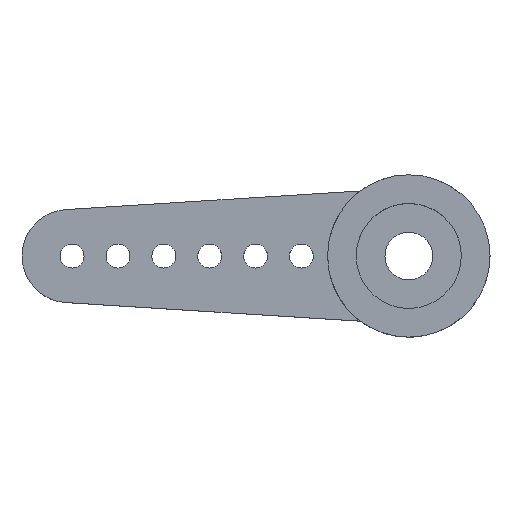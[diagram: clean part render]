
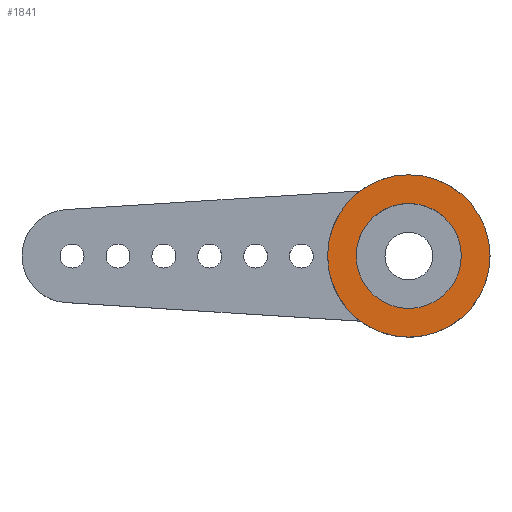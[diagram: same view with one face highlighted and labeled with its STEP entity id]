
A CAD part, top view. The second image highlights one B-rep face of the part: STEP entity #1841.
In plain terms, the highlighted planar face has unit normal (0, 0, 1).
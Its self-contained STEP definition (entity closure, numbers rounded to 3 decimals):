
#72 = CYLINDRICAL_SURFACE('',#73,3.4);
#73 = AXIS2_PLACEMENT_3D('',#74,#75,#76);
#74 = CARTESIAN_POINT('',(0.,0.,-1.45));
#75 = DIRECTION('',(0.,-0.,-1.));
#76 = DIRECTION('',(-1.,0.,0.));
#1727 = EDGE_CURVE('',#1728,#1730,#1732,.T.);
#1728 = VERTEX_POINT('',#1729);
#1729 = CARTESIAN_POINT('',(2.2,0.,3.1));
#1730 = VERTEX_POINT('',#1731);
#1731 = CARTESIAN_POINT('',(-2.2,0.,3.1));
#1732 = SURFACE_CURVE('',#1733,(#1738,#1750),.PCURVE_S1.);
#1733 = CIRCLE('',#1734,2.2);
#1734 = AXIS2_PLACEMENT_3D('',#1735,#1736,#1737);
#1735 = CARTESIAN_POINT('',(0.,0.,3.1));
#1736 = DIRECTION('',(0.,0.,1.));
#1737 = DIRECTION('',(1.,0.,0.));
#1738 = PCURVE('',#1739,#1744);
#1739 = CYLINDRICAL_SURFACE('',#1740,2.2);
#1740 = AXIS2_PLACEMENT_3D('',#1741,#1742,#1743);
#1741 = CARTESIAN_POINT('',(0.,0.,3.1));
#1742 = DIRECTION('',(0.,0.,1.));
#1743 = DIRECTION('',(1.,0.,0.));
#1744 = DEFINITIONAL_REPRESENTATION('',(#1745),#1749);
#1745 = LINE('',#1746,#1747);
#1746 = CARTESIAN_POINT('',(0.,0.));
#1747 = VECTOR('',#1748,1.);
#1748 = DIRECTION('',(1.,0.));
#1749 = ( GEOMETRIC_REPRESENTATION_CONTEXT(2) 
PARAMETRIC_REPRESENTATION_CONTEXT() REPRESENTATION_CONTEXT('2D SPACE',''
  ) );
#1750 = PCURVE('',#1751,#1756);
#1751 = PLANE('',#1752);
#1752 = AXIS2_PLACEMENT_3D('',#1753,#1754,#1755);
#1753 = CARTESIAN_POINT('',(0.,0.,3.1));
#1754 = DIRECTION('',(0.,0.,1.));
#1755 = DIRECTION('',(1.,0.,0.));
#1756 = DEFINITIONAL_REPRESENTATION('',(#1757),#1761);
#1757 = CIRCLE('',#1758,2.2);
#1758 = AXIS2_PLACEMENT_2D('',#1759,#1760);
#1759 = CARTESIAN_POINT('',(0.,0.));
#1760 = DIRECTION('',(1.,0.));
#1761 = ( GEOMETRIC_REPRESENTATION_CONTEXT(2) 
PARAMETRIC_REPRESENTATION_CONTEXT() REPRESENTATION_CONTEXT('2D SPACE',''
  ) );
#1813 = EDGE_CURVE('',#1730,#1728,#1814,.T.);
#1814 = SURFACE_CURVE('',#1815,(#1820,#1827),.PCURVE_S1.);
#1815 = CIRCLE('',#1816,2.2);
#1816 = AXIS2_PLACEMENT_3D('',#1817,#1818,#1819);
#1817 = CARTESIAN_POINT('',(0.,0.,3.1));
#1818 = DIRECTION('',(0.,0.,1.));
#1819 = DIRECTION('',(1.,0.,0.));
#1820 = PCURVE('',#1739,#1821);
#1821 = DEFINITIONAL_REPRESENTATION('',(#1822),#1826);
#1822 = LINE('',#1823,#1824);
#1823 = CARTESIAN_POINT('',(0.,0.));
#1824 = VECTOR('',#1825,1.);
#1825 = DIRECTION('',(1.,0.));
#1826 = ( GEOMETRIC_REPRESENTATION_CONTEXT(2) 
PARAMETRIC_REPRESENTATION_CONTEXT() REPRESENTATION_CONTEXT('2D SPACE',''
  ) );
#1827 = PCURVE('',#1751,#1828);
#1828 = DEFINITIONAL_REPRESENTATION('',(#1829),#1833);
#1829 = CIRCLE('',#1830,2.2);
#1830 = AXIS2_PLACEMENT_2D('',#1831,#1832);
#1831 = CARTESIAN_POINT('',(0.,0.));
#1832 = DIRECTION('',(1.,0.));
#1833 = ( GEOMETRIC_REPRESENTATION_CONTEXT(2) 
PARAMETRIC_REPRESENTATION_CONTEXT() REPRESENTATION_CONTEXT('2D SPACE',''
  ) );
#1841 = ADVANCED_FACE('',(#1842,#1940),#1751,.T.);
#1842 = FACE_BOUND('',#1843,.T.);
#1843 = EDGE_LOOP('',(#1844,#1892));
#1844 = ORIENTED_EDGE('',*,*,#1845,.T.);
#1845 = EDGE_CURVE('',#1846,#1848,#1850,.T.);
#1846 = VERTEX_POINT('',#1847);
#1847 = CARTESIAN_POINT('',(-3.4,0.,3.1));
#1848 = VERTEX_POINT('',#1849);
#1849 = CARTESIAN_POINT('',(3.4,0.,3.1));
#1850 = SURFACE_CURVE('',#1851,(#1856,#1863),.PCURVE_S1.);
#1851 = CIRCLE('',#1852,3.4);
#1852 = AXIS2_PLACEMENT_3D('',#1853,#1854,#1855);
#1853 = CARTESIAN_POINT('',(0.,0.,3.1));
#1854 = DIRECTION('',(0.,0.,1.));
#1855 = DIRECTION('',(-1.,0.,0.));
#1856 = PCURVE('',#1751,#1857);
#1857 = DEFINITIONAL_REPRESENTATION('',(#1858),#1862);
#1858 = CIRCLE('',#1859,3.4);
#1859 = AXIS2_PLACEMENT_2D('',#1860,#1861);
#1860 = CARTESIAN_POINT('',(0.,0.));
#1861 = DIRECTION('',(-1.,0.));
#1862 = ( GEOMETRIC_REPRESENTATION_CONTEXT(2) 
PARAMETRIC_REPRESENTATION_CONTEXT() REPRESENTATION_CONTEXT('2D SPACE',''
  ) );
#1863 = PCURVE('',#72,#1864);
#1864 = DEFINITIONAL_REPRESENTATION('',(#1865),#1891);
#1865 = B_SPLINE_CURVE_WITH_KNOTS('',3,(#1866,#1867,#1868,#1869,#1870,
    #1871,#1872,#1873,#1874,#1875,#1876,#1877,#1878,#1879,#1880,#1881,
    #1882,#1883,#1884,#1885,#1886,#1887,#1888,#1889,#1890),
  .UNSPECIFIED.,.F.,.F.,(4,1,1,1,1,1,1,1,1,1,1,1,1,1,1,1,1,1,1,1,1,1,4),
  (0.,0.143,0.286,0.428,
    0.571,0.714,0.857,1.,
    1.142,1.285,1.428,1.571,
    1.714,1.856,1.999,2.142,
    2.285,2.428,2.57,2.713,
    2.856,2.999,3.142),.QUASI_UNIFORM_KNOTS.);
#1866 = CARTESIAN_POINT('',(0.,-4.55));
#1867 = CARTESIAN_POINT('',(-0.048,-4.55));
#1868 = CARTESIAN_POINT('',(-0.143,-4.55));
#1869 = CARTESIAN_POINT('',(-0.286,-4.55));
#1870 = CARTESIAN_POINT('',(-0.428,-4.55));
#1871 = CARTESIAN_POINT('',(-0.571,-4.55));
#1872 = CARTESIAN_POINT('',(-0.714,-4.55));
#1873 = CARTESIAN_POINT('',(-0.857,-4.55));
#1874 = CARTESIAN_POINT('',(-1.,-4.55));
#1875 = CARTESIAN_POINT('',(-1.142,-4.55));
#1876 = CARTESIAN_POINT('',(-1.285,-4.55));
#1877 = CARTESIAN_POINT('',(-1.428,-4.55));
#1878 = CARTESIAN_POINT('',(-1.571,-4.55));
#1879 = CARTESIAN_POINT('',(-1.714,-4.55));
#1880 = CARTESIAN_POINT('',(-1.856,-4.55));
#1881 = CARTESIAN_POINT('',(-1.999,-4.55));
#1882 = CARTESIAN_POINT('',(-2.142,-4.55));
#1883 = CARTESIAN_POINT('',(-2.285,-4.55));
#1884 = CARTESIAN_POINT('',(-2.428,-4.55));
#1885 = CARTESIAN_POINT('',(-2.57,-4.55));
#1886 = CARTESIAN_POINT('',(-2.713,-4.55));
#1887 = CARTESIAN_POINT('',(-2.856,-4.55));
#1888 = CARTESIAN_POINT('',(-2.999,-4.55));
#1889 = CARTESIAN_POINT('',(-3.094,-4.55));
#1890 = CARTESIAN_POINT('',(-3.142,-4.55));
#1891 = ( GEOMETRIC_REPRESENTATION_CONTEXT(2) 
PARAMETRIC_REPRESENTATION_CONTEXT() REPRESENTATION_CONTEXT('2D SPACE',''
  ) );
#1892 = ORIENTED_EDGE('',*,*,#1893,.F.);
#1893 = EDGE_CURVE('',#1846,#1848,#1894,.T.);
#1894 = SURFACE_CURVE('',#1895,(#1900,#1911),.PCURVE_S1.);
#1895 = CIRCLE('',#1896,3.4);
#1896 = AXIS2_PLACEMENT_3D('',#1897,#1898,#1899);
#1897 = CARTESIAN_POINT('',(0.,0.,3.1));
#1898 = DIRECTION('',(0.,0.,-1.));
#1899 = DIRECTION('',(-1.,0.,0.));
#1900 = PCURVE('',#1751,#1901);
#1901 = DEFINITIONAL_REPRESENTATION('',(#1902),#1910);
#1902 = ( BOUNDED_CURVE() B_SPLINE_CURVE(2,(#1903,#1904,#1905,#1906,
#1907,#1908,#1909),.UNSPECIFIED.,.F.,.F.) B_SPLINE_CURVE_WITH_KNOTS((1,2
    ,2,2,2,1),(-2.094,0.,2.094,4.189,
6.283,8.378),.UNSPECIFIED.) CURVE() 
GEOMETRIC_REPRESENTATION_ITEM() RATIONAL_B_SPLINE_CURVE((1.,0.5,1.,0.5,
1.,0.5,1.)) REPRESENTATION_ITEM('') );
#1903 = CARTESIAN_POINT('',(-3.4,0.));
#1904 = CARTESIAN_POINT('',(-3.4,5.889));
#1905 = CARTESIAN_POINT('',(1.7,2.944));
#1906 = CARTESIAN_POINT('',(6.8,0.));
#1907 = CARTESIAN_POINT('',(1.7,-2.944));
#1908 = CARTESIAN_POINT('',(-3.4,-5.889));
#1909 = CARTESIAN_POINT('',(-3.4,0.));
#1910 = ( GEOMETRIC_REPRESENTATION_CONTEXT(2) 
PARAMETRIC_REPRESENTATION_CONTEXT() REPRESENTATION_CONTEXT('2D SPACE',''
  ) );
#1911 = PCURVE('',#72,#1912);
#1912 = DEFINITIONAL_REPRESENTATION('',(#1913),#1939);
#1913 = B_SPLINE_CURVE_WITH_KNOTS('',3,(#1914,#1915,#1916,#1917,#1918,
    #1919,#1920,#1921,#1922,#1923,#1924,#1925,#1926,#1927,#1928,#1929,
    #1930,#1931,#1932,#1933,#1934,#1935,#1936,#1937,#1938),
  .UNSPECIFIED.,.F.,.F.,(4,1,1,1,1,1,1,1,1,1,1,1,1,1,1,1,1,1,1,1,1,1,4),
  (0.,0.143,0.286,0.428,
    0.571,0.714,0.857,1.,
    1.142,1.285,1.428,1.571,
    1.714,1.856,1.999,2.142,
    2.285,2.428,2.57,2.713,
    2.856,2.999,3.142),.QUASI_UNIFORM_KNOTS.);
#1914 = CARTESIAN_POINT('',(-6.283,-4.55));
#1915 = CARTESIAN_POINT('',(-6.236,-4.55));
#1916 = CARTESIAN_POINT('',(-6.14,-4.55));
#1917 = CARTESIAN_POINT('',(-5.998,-4.55));
#1918 = CARTESIAN_POINT('',(-5.855,-4.55));
#1919 = CARTESIAN_POINT('',(-5.712,-4.55));
#1920 = CARTESIAN_POINT('',(-5.569,-4.55));
#1921 = CARTESIAN_POINT('',(-5.426,-4.55));
#1922 = CARTESIAN_POINT('',(-5.284,-4.55));
#1923 = CARTESIAN_POINT('',(-5.141,-4.55));
#1924 = CARTESIAN_POINT('',(-4.998,-4.55));
#1925 = CARTESIAN_POINT('',(-4.855,-4.55));
#1926 = CARTESIAN_POINT('',(-4.712,-4.55));
#1927 = CARTESIAN_POINT('',(-4.57,-4.55));
#1928 = CARTESIAN_POINT('',(-4.427,-4.55));
#1929 = CARTESIAN_POINT('',(-4.284,-4.55));
#1930 = CARTESIAN_POINT('',(-4.141,-4.55));
#1931 = CARTESIAN_POINT('',(-3.998,-4.55));
#1932 = CARTESIAN_POINT('',(-3.856,-4.55));
#1933 = CARTESIAN_POINT('',(-3.713,-4.55));
#1934 = CARTESIAN_POINT('',(-3.57,-4.55));
#1935 = CARTESIAN_POINT('',(-3.427,-4.55));
#1936 = CARTESIAN_POINT('',(-3.284,-4.55));
#1937 = CARTESIAN_POINT('',(-3.189,-4.55));
#1938 = CARTESIAN_POINT('',(-3.142,-4.55));
#1939 = ( GEOMETRIC_REPRESENTATION_CONTEXT(2) 
PARAMETRIC_REPRESENTATION_CONTEXT() REPRESENTATION_CONTEXT('2D SPACE',''
  ) );
#1940 = FACE_BOUND('',#1941,.T.);
#1941 = EDGE_LOOP('',(#1942,#1943));
#1942 = ORIENTED_EDGE('',*,*,#1813,.F.);
#1943 = ORIENTED_EDGE('',*,*,#1727,.F.);
